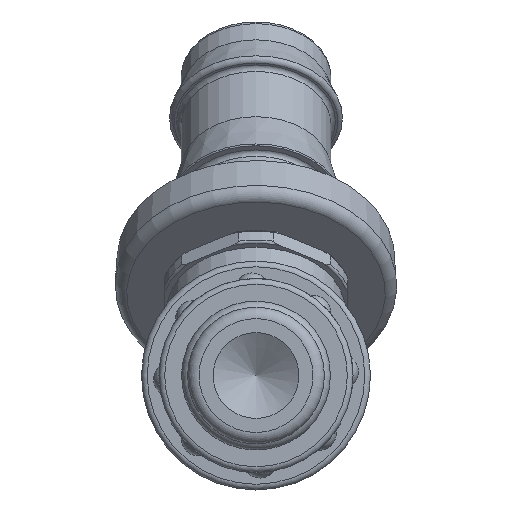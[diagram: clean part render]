
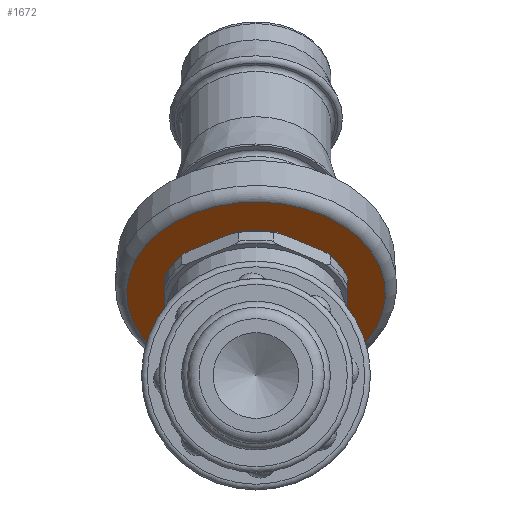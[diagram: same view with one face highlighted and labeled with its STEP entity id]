
A CAD part, left-side view. The second image highlights one B-rep face of the part: STEP entity #1672.
In plain terms, the highlighted planar face has unit normal (-0.707, 0, -0.707).
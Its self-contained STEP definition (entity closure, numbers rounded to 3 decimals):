
#109=FACE_BOUND('',#306,.T.);
#133=PLANE('',#1804);
#196=FACE_OUTER_BOUND('',#305,.T.);
#305=EDGE_LOOP('',(#1094));
#306=EDGE_LOOP('',(#1095));
#557=CIRCLE('',#1805,11.301);
#558=CIRCLE('',#1806,7.175);
#688=VERTEX_POINT('',#2597);
#689=VERTEX_POINT('',#2599);
#848=EDGE_CURVE('',#688,#688,#557,.T.);
#849=EDGE_CURVE('',#689,#689,#558,.T.);
#1094=ORIENTED_EDGE('',*,*,#848,.F.);
#1095=ORIENTED_EDGE('',*,*,#849,.F.);
#1672=ADVANCED_FACE('',(#196,#109),#133,.T.);
#1804=AXIS2_PLACEMENT_3D('',#2596,#2060,#2061);
#1805=AXIS2_PLACEMENT_3D('',#2598,#2062,#2063);
#1806=AXIS2_PLACEMENT_3D('',#2600,#2064,#2065);
#2060=DIRECTION('center_axis',(-0.707,0.,
-0.707));
#2061=DIRECTION('ref_axis',(-0.654,-0.379,0.654));
#2062=DIRECTION('center_axis',(0.707,0.,
0.707));
#2063=DIRECTION('ref_axis',(-0.654,-0.379,0.654));
#2064=DIRECTION('center_axis',(-0.707,0.,
-0.707));
#2065=DIRECTION('ref_axis',(0.707,0.,-0.707));
#2596=CARTESIAN_POINT('Origin',(51.179,0.,
7.168));
#2597=CARTESIAN_POINT('',(58.575,4.279,-0.228));
#2598=CARTESIAN_POINT('Origin',(51.179,0.,
7.168));
#2599=CARTESIAN_POINT('',(46.105,0.,12.242));
#2600=CARTESIAN_POINT('Origin',(51.179,0.,
7.168));
